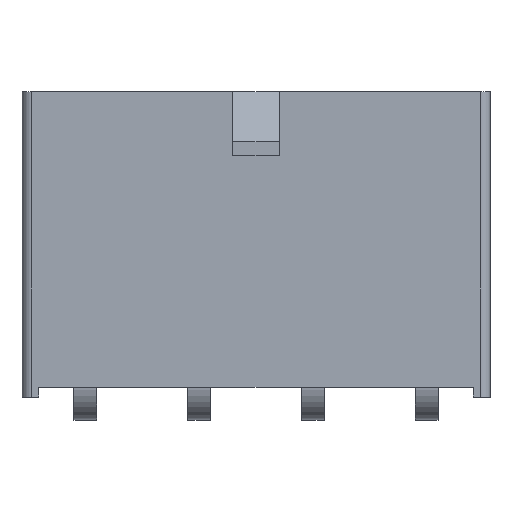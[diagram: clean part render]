
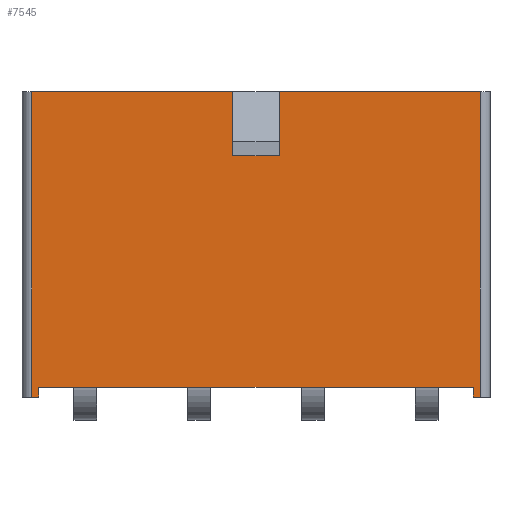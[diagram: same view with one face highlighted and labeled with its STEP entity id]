
A CAD part, top view. The second image highlights one B-rep face of the part: STEP entity #7545.
In plain terms, the highlighted planar face has unit normal (0, 0, 1).
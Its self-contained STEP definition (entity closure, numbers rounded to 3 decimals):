
#498=ORIENTED_EDGE('',*,*,#1797,.F.);
#499=ORIENTED_EDGE('',*,*,#1927,.T.);
#500=ORIENTED_EDGE('',*,*,#1928,.T.);
#501=ORIENTED_EDGE('',*,*,#1929,.T.);
#502=ORIENTED_EDGE('',*,*,#1858,.F.);
#503=ORIENTED_EDGE('',*,*,#1930,.F.);
#504=ORIENTED_EDGE('',*,*,#1931,.F.);
#505=ORIENTED_EDGE('',*,*,#1932,.T.);
#506=ORIENTED_EDGE('',*,*,#1856,.F.);
#507=ORIENTED_EDGE('',*,*,#1933,.F.);
#508=ORIENTED_EDGE('',*,*,#1934,.T.);
#509=ORIENTED_EDGE('',*,*,#1935,.F.);
#1797=EDGE_CURVE('',#2550,#2551,#3033,.T.);
#1856=EDGE_CURVE('',#2592,#2593,#3084,.T.);
#1858=EDGE_CURVE('',#2594,#2595,#3086,.T.);
#1927=EDGE_CURVE('',#2550,#2638,#3149,.T.);
#1928=EDGE_CURVE('',#2638,#2639,#3150,.T.);
#1929=EDGE_CURVE('',#2639,#2595,#3151,.T.);
#1930=EDGE_CURVE('',#2640,#2594,#3152,.T.);
#1931=EDGE_CURVE('',#2641,#2640,#3153,.T.);
#1932=EDGE_CURVE('',#2641,#2593,#3154,.T.);
#1933=EDGE_CURVE('',#2642,#2592,#3155,.T.);
#1934=EDGE_CURVE('',#2642,#2643,#3156,.T.);
#1935=EDGE_CURVE('',#2551,#2643,#3157,.T.);
#2550=VERTEX_POINT('',#9941);
#2551=VERTEX_POINT('',#9943);
#2592=VERTEX_POINT('',#10054);
#2593=VERTEX_POINT('',#10056);
#2594=VERTEX_POINT('',#10058);
#2595=VERTEX_POINT('',#10060);
#2638=VERTEX_POINT('',#10195);
#2639=VERTEX_POINT('',#10199);
#2640=VERTEX_POINT('',#10202);
#2641=VERTEX_POINT('',#10204);
#2642=VERTEX_POINT('',#10207);
#2643=VERTEX_POINT('',#10209);
#3033=LINE('',#9942,#3748);
#3084=LINE('',#10055,#3799);
#3086=LINE('',#10059,#3801);
#3149=LINE('',#10196,#3864);
#3150=LINE('',#10198,#3865);
#3151=LINE('',#10200,#3866);
#3152=LINE('',#10201,#3867);
#3153=LINE('',#10203,#3868);
#3154=LINE('',#10205,#3869);
#3155=LINE('',#10206,#3870);
#3156=LINE('',#10208,#3871);
#3157=LINE('',#10210,#3872);
#3748=VECTOR('',#8381,1000.);
#3799=VECTOR('',#8472,1000.);
#3801=VECTOR('',#8474,1000.);
#3864=VECTOR('',#8597,1000.);
#3865=VECTOR('',#8600,1000.);
#3866=VECTOR('',#8601,1000.);
#3867=VECTOR('',#8602,1000.);
#3868=VECTOR('',#8603,1000.);
#3869=VECTOR('',#8604,1000.);
#3870=VECTOR('',#8605,1000.);
#3871=VECTOR('',#8606,1000.);
#3872=VECTOR('',#8607,1000.);
#4397=EDGE_LOOP('',(#498,#499,#500,#501,#502,#503,#504,#505,#506,#507,#508,
#509));
#4732=FACE_BOUND('',#4397,.T.);
#5044=PLANE('',#7894);
#7545=ADVANCED_FACE('',(#4732),#5044,.F.);
#7894=AXIS2_PLACEMENT_3D('',#10197,#8598,#8599);
#8381=DIRECTION('',(1.,0.,0.));
#8472=DIRECTION('',(-1.,0.,0.));
#8474=DIRECTION('',(-1.,0.,0.));
#8597=DIRECTION('',(0.,1.,0.));
#8598=DIRECTION('',(0.,0.,-1.));
#8599=DIRECTION('',(-1.,0.,0.));
#8600=DIRECTION('',(-1.,0.,0.));
#8601=DIRECTION('',(0.,-1.,0.));
#8602=DIRECTION('',(0.,-1.,0.));
#8603=DIRECTION('',(-1.,0.,0.));
#8604=DIRECTION('',(0.,-1.,0.));
#8605=DIRECTION('',(0.,-1.,0.));
#8606=DIRECTION('',(-1.,0.,0.));
#8607=DIRECTION('',(0.,1.,0.));
#9941=CARTESIAN_POINT('',(-10.875,7.15,3.4));
#9942=CARTESIAN_POINT('',(-10.875,7.15,3.4));
#9943=CARTESIAN_POINT('',(10.875,7.15,3.4));
#10054=CARTESIAN_POINT('',(11.225,-7.65,3.4));
#10055=CARTESIAN_POINT('',(11.725,-7.65,3.4));
#10056=CARTESIAN_POINT('',(1.175,-7.65,3.4));
#10058=CARTESIAN_POINT('',(-1.175,-7.65,3.4));
#10059=CARTESIAN_POINT('',(11.725,-7.65,3.4));
#10060=CARTESIAN_POINT('',(-11.225,-7.65,3.4));
#10195=CARTESIAN_POINT('',(-10.875,7.65,3.4));
#10196=CARTESIAN_POINT('',(-10.875,7.15,3.4));
#10197=CARTESIAN_POINT('',(11.725,7.65,3.4));
#10198=CARTESIAN_POINT('',(11.725,7.65,3.4));
#10199=CARTESIAN_POINT('',(-11.225,7.65,3.4));
#10200=CARTESIAN_POINT('',(-11.225,7.65,3.4));
#10201=CARTESIAN_POINT('',(-1.175,-4.65,3.4));
#10202=CARTESIAN_POINT('',(-1.175,-4.65,3.4));
#10203=CARTESIAN_POINT('',(1.175,-4.65,3.4));
#10204=CARTESIAN_POINT('',(1.175,-4.65,3.4));
#10205=CARTESIAN_POINT('',(1.175,-4.65,3.4));
#10206=CARTESIAN_POINT('',(11.225,7.65,3.4));
#10207=CARTESIAN_POINT('',(11.225,7.65,3.4));
#10208=CARTESIAN_POINT('',(11.725,7.65,3.4));
#10209=CARTESIAN_POINT('',(10.875,7.65,3.4));
#10210=CARTESIAN_POINT('',(10.875,7.15,3.4));
